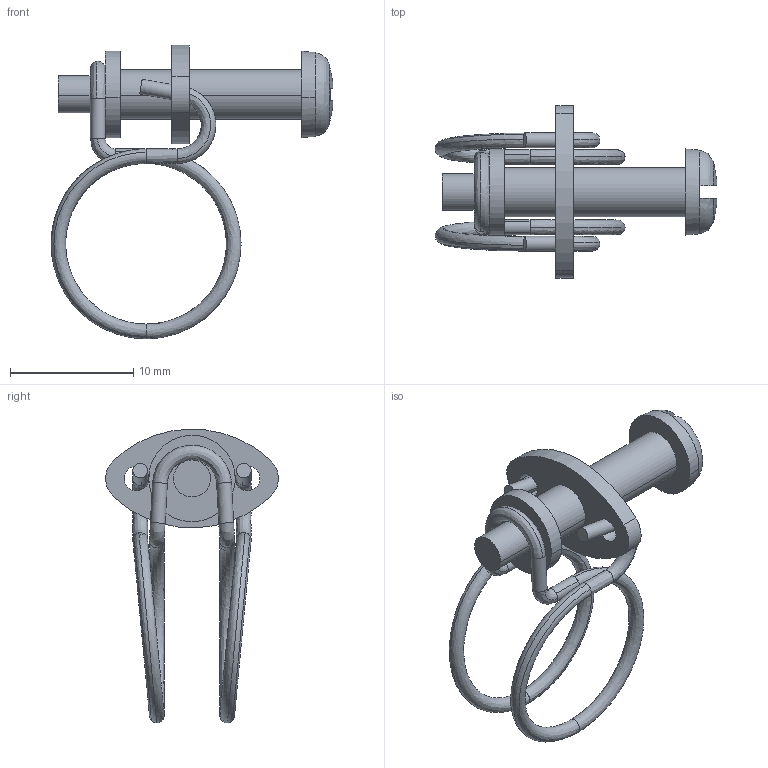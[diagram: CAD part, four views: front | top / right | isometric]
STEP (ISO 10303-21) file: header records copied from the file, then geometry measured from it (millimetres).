
FILE_DESCRIPTION((''),'2;1');
FILE_NAME('','2005-12-14T15:25:49',(''),(''),'','CADfix','');
FILE_SCHEMA(('AUTOMOTIVE_DESIGN'));
Length unit declared in the file: millimetre
Products named in the file (4): screw; holder; band; TM_145SUS_13_21373_36
Assembly tree (3 placements, depth 2):
  TM_145SUS_13_21373_36
    screw
    holder
    band
Bounding box: 22.85 x 14 x 23.79 mm (x, y, z)
Volume: 574.5 mm3; surface area: 1176.3 mm2
Topology: 3 solids, 3 shells, 83 faces, 270 edges, 196 vertices
Faces by surface type: bspline 83
Entity records: 6718 total; most frequent: CARTESIAN_POINT 5192, ORIENTED_EDGE 540, EDGE_CURVE 270, VERTEX_POINT 196, EDGE_LOOP 92, FACE_OUTER_BOUND 83, ADVANCED_FACE 83, QUASI_UNIFORM_CURVE 74
